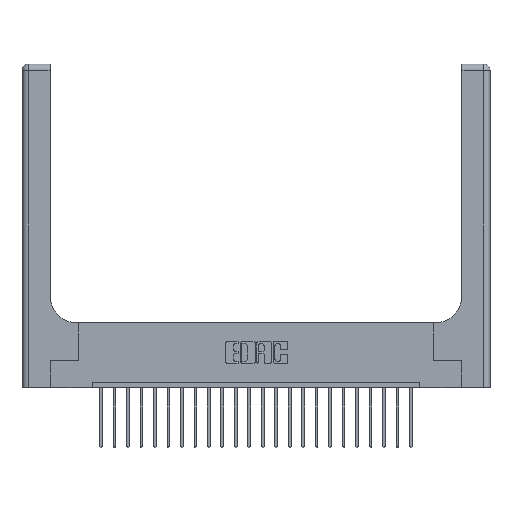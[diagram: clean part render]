
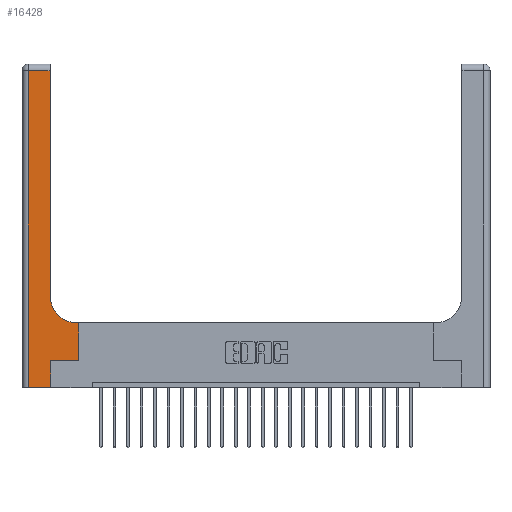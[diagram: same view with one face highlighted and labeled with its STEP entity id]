
A CAD part, top view. The second image highlights one B-rep face of the part: STEP entity #16428.
In plain terms, the highlighted planar face has unit normal (0, 0, 1).
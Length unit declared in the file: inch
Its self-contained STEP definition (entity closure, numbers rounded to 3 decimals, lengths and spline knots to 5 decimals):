
#317 = VECTOR ( 'NONE', #7191, 39.37008 ) ;
#356 = CARTESIAN_POINT ( 'NONE',  ( 0.06, 2.94, 0.37 ) ) ;
#1671 = LINE ( 'NONE', #16300, #14537 ) ;
#1958 = VECTOR ( 'NONE', #2440, 39.37008 ) ;
#2087 = LINE ( 'NONE', #13088, #1958 ) ;
#2200 = EDGE_CURVE ( 'NONE', #8602, #9494, #20530, .T. ) ;
#2440 = DIRECTION ( 'NONE',  ( 0., 1., 0. ) ) ;
#2503 = DIRECTION ( 'NONE',  ( -1., 0., 0. ) ) ;
#2820 = CARTESIAN_POINT ( 'NONE',  ( 0.265, 0., 0.37 ) ) ;
#3298 = VECTOR ( 'NONE', #14166, 39.37008 ) ;
#3612 = EDGE_CURVE ( 'NONE', #7570, #9445, #1671, .T. ) ;
#3704 = CIRCLE ( 'NONE', #21744, 0.25 ) ;
#3864 = CARTESIAN_POINT ( 'NONE',  ( 0., 3., 0.37 ) ) ;
#3917 = ORIENTED_EDGE ( 'NONE', *, *, #14615, .T. ) ;
#4108 = ORIENTED_EDGE ( 'NONE', *, *, #9218, .T. ) ;
#5305 = CARTESIAN_POINT ( 'NONE',  ( 0.265, 0., 0.37 ) ) ;
#5436 = CARTESIAN_POINT ( 'NONE',  ( 0.528, 0.25, 0.37 ) ) ;
#5706 = CARTESIAN_POINT ( 'NONE',  ( 0.528, 0.25, 0.37 ) ) ;
#6042 = EDGE_CURVE ( 'NONE', #11769, #7560, #2087, .T. ) ;
#6215 = VERTEX_POINT ( 'NONE', #2820 ) ;
#6647 = LINE ( 'NONE', #21596, #9978 ) ;
#6998 = CARTESIAN_POINT ( 'NONE',  ( 0.528, 0.6, 0.37 ) ) ;
#7191 = DIRECTION ( 'NONE',  ( 0., 1., 0. ) ) ;
#7431 = VECTOR ( 'NONE', #18379, 39.37008 ) ;
#7542 = ORIENTED_EDGE ( 'NONE', *, *, #19207, .T. ) ;
#7560 = VERTEX_POINT ( 'NONE', #20726 ) ;
#7570 = VERTEX_POINT ( 'NONE', #22510 ) ;
#7734 = VERTEX_POINT ( 'NONE', #7844 ) ;
#7844 = CARTESIAN_POINT ( 'NONE',  ( 0.51, 0.6, 0.37 ) ) ;
#8602 = VERTEX_POINT ( 'NONE', #356 ) ;
#8927 = DIRECTION ( 'NONE',  ( -1., 0., 0. ) ) ;
#9218 = EDGE_CURVE ( 'NONE', #7560, #8602, #21899, .T. ) ;
#9308 = FACE_OUTER_BOUND ( 'NONE', #13407, .T. ) ;
#9445 = VERTEX_POINT ( 'NONE', #5706 ) ;
#9494 = VERTEX_POINT ( 'NONE', #10858 ) ;
#9513 = ORIENTED_EDGE ( 'NONE', *, *, #10027, .T. ) ;
#9978 = VECTOR ( 'NONE', #2503, 39.37008 ) ;
#10027 = EDGE_CURVE ( 'NONE', #16346, #7734, #6647, .T. ) ;
#10159 = CARTESIAN_POINT ( 'NONE',  ( 0.51, 0.85, 0.37 ) ) ;
#10760 = DIRECTION ( 'NONE',  ( 0., 0., -1. ) ) ;
#10858 = CARTESIAN_POINT ( 'NONE',  ( 0.06, 0., 0.37 ) ) ;
#11107 = ORIENTED_EDGE ( 'NONE', *, *, #15454, .T. ) ;
#11769 = VERTEX_POINT ( 'NONE', #11865 ) ;
#11865 = CARTESIAN_POINT ( 'NONE',  ( 0.26, 0.85, 0.37 ) ) ;
#12729 = VECTOR ( 'NONE', #12731, 39.37008 ) ;
#12731 = DIRECTION ( 'NONE',  ( -1., 0., 0. ) ) ;
#13088 = CARTESIAN_POINT ( 'NONE',  ( 0.26, 3., 0.37 ) ) ;
#13407 = EDGE_LOOP ( 'NONE', ( #16371, #4108, #15240, #11107, #22218, #21525, #3917, #9513, #7542 ) ) ;
#14166 = DIRECTION ( 'NONE',  ( 1., 0., 0. ) ) ;
#14537 = VECTOR ( 'NONE', #16528, 39.37008 ) ;
#14615 = EDGE_CURVE ( 'NONE', #9445, #16346, #21273, .T. ) ;
#15240 = ORIENTED_EDGE ( 'NONE', *, *, #2200, .T. ) ;
#15421 = AXIS2_PLACEMENT_3D ( 'NONE', #3864, #10760, #8927 ) ;
#15454 = EDGE_CURVE ( 'NONE', #9494, #6215, #21251, .T. ) ;
#15861 = CARTESIAN_POINT ( 'NONE',  ( 0., 2.94, 0.37 ) ) ;
#16003 = DIRECTION ( 'NONE',  ( 0., 1., 0. ) ) ;
#16300 = CARTESIAN_POINT ( 'NONE',  ( 0.265, 0.25, 0.37 ) ) ;
#16346 = VERTEX_POINT ( 'NONE', #6998 ) ;
#16371 = ORIENTED_EDGE ( 'NONE', *, *, #6042, .T. ) ;
#16428 = ADVANCED_FACE ( 'NONE', ( #9308 ), #19199, .F. ) ;
#16515 = VECTOR ( 'NONE', #16003, 39.37008 ) ;
#16528 = DIRECTION ( 'NONE',  ( 1., 0., 0. ) ) ;
#16870 = DIRECTION ( 'NONE',  ( 0., 0., -1. ) ) ;
#18297 = CARTESIAN_POINT ( 'NONE',  ( 0.06, 3., 0.37 ) ) ;
#18379 = DIRECTION ( 'NONE',  ( 0., -1., 0. ) ) ;
#18588 = DIRECTION ( 'NONE',  ( 1., 0., 0. ) ) ;
#19199 = PLANE ( 'NONE',  #15421 ) ;
#19207 = EDGE_CURVE ( 'NONE', #7734, #11769, #3704, .T. ) ;
#19243 = CARTESIAN_POINT ( 'NONE',  ( 0., 0., 0.37 ) ) ;
#19504 = EDGE_CURVE ( 'NONE', #6215, #7570, #19917, .T. ) ;
#19917 = LINE ( 'NONE', #5305, #16515 ) ;
#20530 = LINE ( 'NONE', #18297, #7431 ) ;
#20726 = CARTESIAN_POINT ( 'NONE',  ( 0.26, 2.94, 0.37 ) ) ;
#21251 = LINE ( 'NONE', #19243, #3298 ) ;
#21273 = LINE ( 'NONE', #5436, #317 ) ;
#21525 = ORIENTED_EDGE ( 'NONE', *, *, #3612, .T. ) ;
#21596 = CARTESIAN_POINT ( 'NONE',  ( 0.26, 0.6, 0.37 ) ) ;
#21744 = AXIS2_PLACEMENT_3D ( 'NONE', #10159, #16870, #18588 ) ;
#21899 = LINE ( 'NONE', #15861, #12729 ) ;
#22218 = ORIENTED_EDGE ( 'NONE', *, *, #19504, .T. ) ;
#22510 = CARTESIAN_POINT ( 'NONE',  ( 0.265, 0.25, 0.37 ) ) ;
